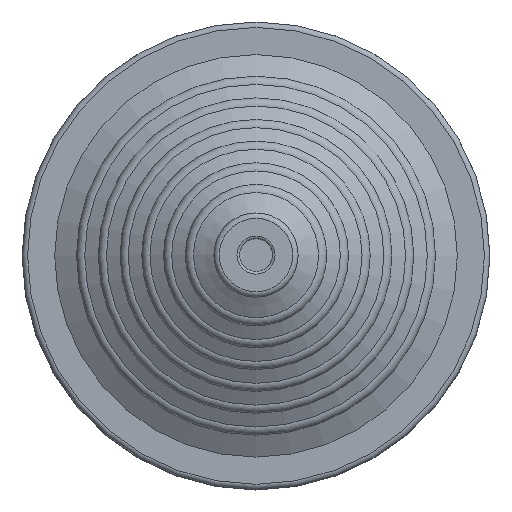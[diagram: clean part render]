
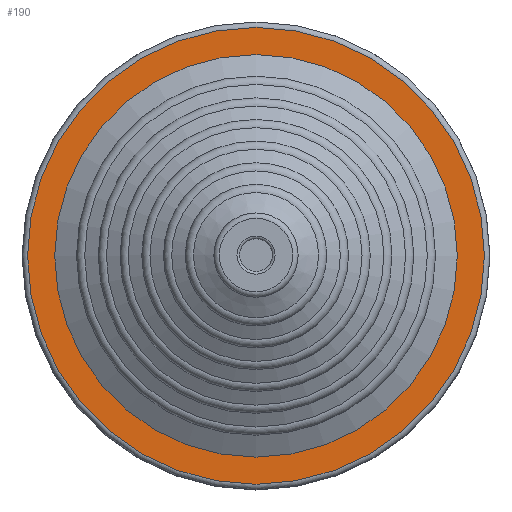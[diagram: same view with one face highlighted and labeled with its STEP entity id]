
A CAD part, top view. The second image highlights one B-rep face of the part: STEP entity #190.
In plain terms, the highlighted planar face has unit normal (0, 0, 1).
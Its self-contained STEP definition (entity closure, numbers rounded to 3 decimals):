
#190 = ADVANCED_FACE( '', ( #463, #464 ), #465, .F. );
#463 = FACE_BOUND( '', #825, .T. );
#464 = FACE_OUTER_BOUND( '', #826, .T. );
#465 = PLANE( '', #827 );
#825 = EDGE_LOOP( '', ( #1274 ) );
#826 = EDGE_LOOP( '', ( #1275 ) );
#827 = AXIS2_PLACEMENT_3D( '', #1276, #1277, #1278 );
#1274 = ORIENTED_EDGE( '', *, *, #1702, .F. );
#1275 = ORIENTED_EDGE( '', *, *, #1703, .T. );
#1276 = CARTESIAN_POINT( '', ( 0., -42., 39. ) );
#1277 = DIRECTION( '', ( 0., 0., -1. ) );
#1278 = DIRECTION( '', ( -1., 0., 0. ) );
#1702 = EDGE_CURVE( '', #1966, #1966, #1967, .T. );
#1703 = EDGE_CURVE( '', #1968, #1968, #1969, .T. );
#1966 = VERTEX_POINT( '', #2322 );
#1967 = CIRCLE( '', #2323, 37.008 );
#1968 = VERTEX_POINT( '', #2324 );
#1969 = CIRCLE( '', #2325, 42. );
#2322 = CARTESIAN_POINT( '', ( 37.008, 0., 39. ) );
#2323 = AXIS2_PLACEMENT_3D( '', #2658, #2659, #2660 );
#2324 = CARTESIAN_POINT( '', ( 42., 0., 39. ) );
#2325 = AXIS2_PLACEMENT_3D( '', #2661, #2662, #2663 );
#2658 = CARTESIAN_POINT( '', ( 0., 0., 39. ) );
#2659 = DIRECTION( '', ( 0., 0., 1. ) );
#2660 = DIRECTION( '', ( 1., 0., 0. ) );
#2661 = CARTESIAN_POINT( '', ( 0., 0., 39. ) );
#2662 = DIRECTION( '', ( 0., 0., 1. ) );
#2663 = DIRECTION( '', ( 1., 0., 0. ) );
